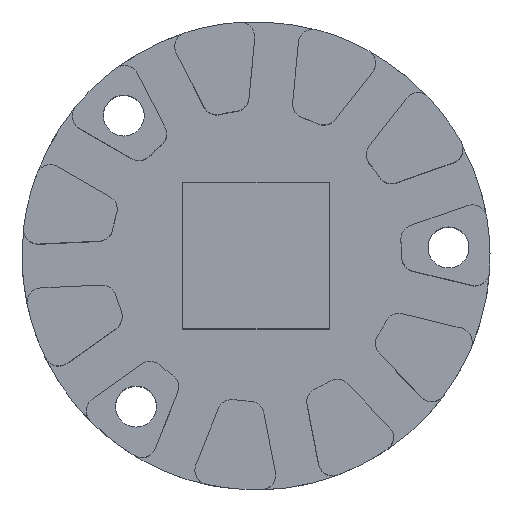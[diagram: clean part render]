
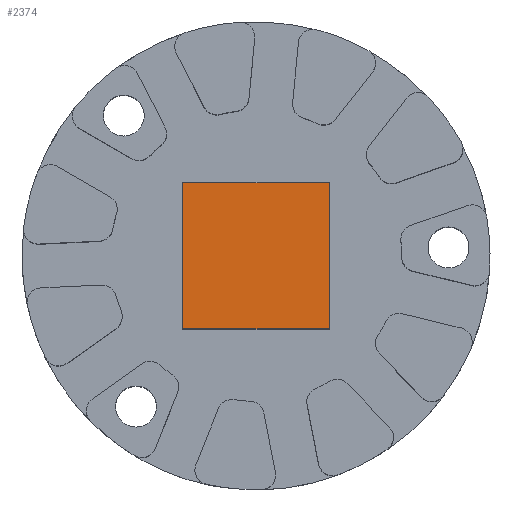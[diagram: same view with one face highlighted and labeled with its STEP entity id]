
A CAD part, top view. The second image highlights one B-rep face of the part: STEP entity #2374.
In plain terms, the highlighted planar face has unit normal (0, 0, 1).
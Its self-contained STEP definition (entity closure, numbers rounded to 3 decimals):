
#394=PLANE('',#2612);
#469=FACE_OUTER_BOUND('',#577,.T.);
#577=EDGE_LOOP('',(#2025,#2026,#2027,#2028));
#624=LINE('',#3728,#772);
#627=LINE('',#3734,#775);
#630=LINE('',#3740,#778);
#633=LINE('',#3744,#781);
#772=VECTOR('',#2837,10.);
#775=VECTOR('',#2842,10.);
#778=VECTOR('',#2847,10.);
#781=VECTOR('',#2852,10.);
#1193=VERTEX_POINT('',#3725);
#1194=VERTEX_POINT('',#3727);
#1196=VERTEX_POINT('',#3733);
#1198=VERTEX_POINT('',#3739);
#1390=EDGE_CURVE('',#1194,#1193,#624,.T.);
#1393=EDGE_CURVE('',#1196,#1194,#627,.T.);
#1396=EDGE_CURVE('',#1198,#1196,#630,.T.);
#1399=EDGE_CURVE('',#1193,#1198,#633,.T.);
#2025=ORIENTED_EDGE('',*,*,#1390,.T.);
#2026=ORIENTED_EDGE('',*,*,#1399,.T.);
#2027=ORIENTED_EDGE('',*,*,#1396,.T.);
#2028=ORIENTED_EDGE('',*,*,#1393,.T.);
#2374=ADVANCED_FACE('',(#469),#394,.T.);
#2612=AXIS2_PLACEMENT_3D('',#4127,#3255,#3256);
#2837=DIRECTION('',(0.,1.,0.));
#2842=DIRECTION('',(1.,0.,0.));
#2847=DIRECTION('',(0.,-1.,0.));
#2852=DIRECTION('',(-1.,0.,0.));
#3255=DIRECTION('center_axis',(0.,0.,1.));
#3256=DIRECTION('ref_axis',(1.,0.,0.));
#3725=CARTESIAN_POINT('',(14.019,13.151,30.));
#3727=CARTESIAN_POINT('',(14.019,-11.849,30.));
#3728=CARTESIAN_POINT('',(14.019,-5.599,30.));
#3733=CARTESIAN_POINT('',(-10.981,-11.849,30.));
#3734=CARTESIAN_POINT('',(-4.731,-11.849,30.));
#3739=CARTESIAN_POINT('',(-10.981,13.151,30.));
#3740=CARTESIAN_POINT('',(-10.981,6.901,30.));
#3744=CARTESIAN_POINT('',(7.769,13.151,30.));
#4127=CARTESIAN_POINT('Origin',(1.519,0.651,30.));
